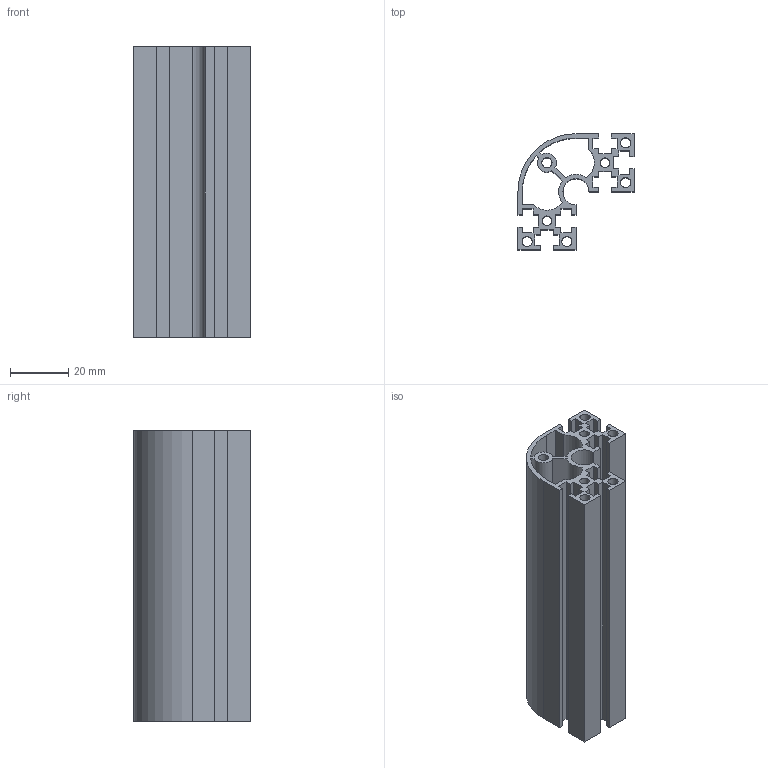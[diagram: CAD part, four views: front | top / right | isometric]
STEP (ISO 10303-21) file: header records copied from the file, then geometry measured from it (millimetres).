
FILE_DESCRIPTION((''),'2;1');
FILE_NAME('AF4420R-4.stp','2009-08-29T11:03:51',('Administrator'),(''),'Autodesk Inventor 2008','Autodesk Inventor 2008','');
FILE_SCHEMA(('AUTOMOTIVE_DESIGN { 1 0 10303 214 1 1 1 1 }'));
Length unit declared in the file: millimetre
Products named in the file (1): AF4420R-4
Bounding box: 40 x 40 x 100 mm (x, y, z)
Volume: 39510.2 mm3; surface area: 49135.4 mm2
Topology: 1 solids, 1 shells, 105 faces, 309 edges, 206 vertices
Faces by surface type: plane 88, cylinder 17
Full cylindrical faces by diameter (mm): 3.3 x2, 3.5 x5
Entity records: 3484 total; most frequent: CARTESIAN_POINT 614, ORIENTED_EDGE 604, DIRECTION 548, EDGE_CURVE 302, VECTOR 268, LINE 268, VERTEX_POINT 206, AXIS2_PLACEMENT_3D 140
